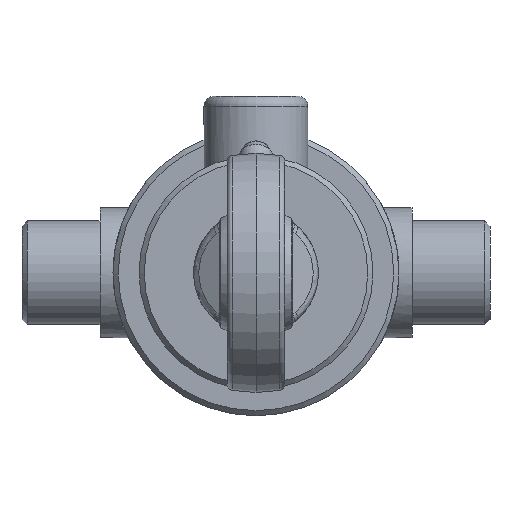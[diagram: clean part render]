
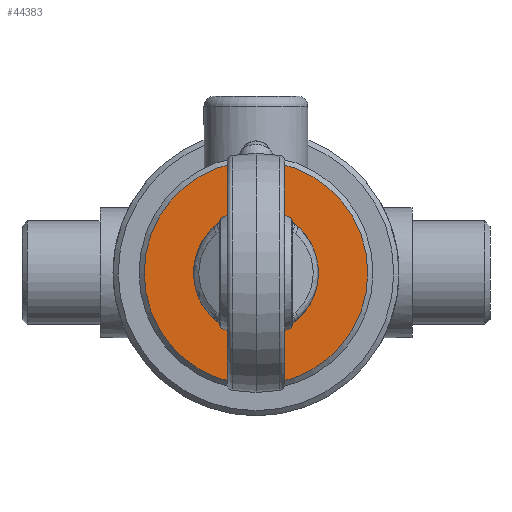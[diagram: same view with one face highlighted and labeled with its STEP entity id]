
A CAD part, front view. The second image highlights one B-rep face of the part: STEP entity #44383.
In plain terms, the highlighted planar face has unit normal (0, -1, 0).
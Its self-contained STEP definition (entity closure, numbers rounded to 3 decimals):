
#44349=CARTESIAN_POINT('',(0.,-240.0,21.5));
#44350=VERTEX_POINT('',#44349);
#44351=CARTESIAN_POINT('',(0.0,-240.0,0.));
#44352=DIRECTION('',(0.0,1.0,0.0));
#44353=DIRECTION('',(0.0,0.0,-1.0));
#44354=AXIS2_PLACEMENT_3D('',#44351,#44352,#44353);
#44355=CIRCLE('',#44354,21.5);
#44356=EDGE_CURVE('',#44350,#44350,#44355,.T.);
#44364=CARTESIAN_POINT('',(0.0,-240.0,17.25));
#44365=DIRECTION('',(0.0,-1.0,0.0));
#44366=DIRECTION('',(0.0,0.0,-1.0));
#44367=AXIS2_PLACEMENT_3D('',#44364,#44365,#44366);
#44368=PLANE('',#44367);
#44369=ORIENTED_EDGE('',*,*,#44356,.F.);
#44370=EDGE_LOOP('',(#44369));
#44371=FACE_OUTER_BOUND('',#44370,.T.);
#44372=CARTESIAN_POINT('',(0.0,-240.0,12.));
#44373=VERTEX_POINT('',#44372);
#44374=CARTESIAN_POINT('',(0.0,-240.0,0.));
#44375=DIRECTION('',(0.0,1.0,0.0));
#44376=DIRECTION('',(0.0,0.0,1.0));
#44377=AXIS2_PLACEMENT_3D('',#44374,#44375,#44376);
#44378=CIRCLE('',#44377,12.);
#44379=EDGE_CURVE('',#44373,#44373,#44378,.T.);
#44380=ORIENTED_EDGE('',*,*,#44379,.T.);
#44381=EDGE_LOOP('',(#44380));
#44382=FACE_BOUND('',#44381,.T.);
#44383=ADVANCED_FACE('',(#44371,#44382),#44368,.T.);
